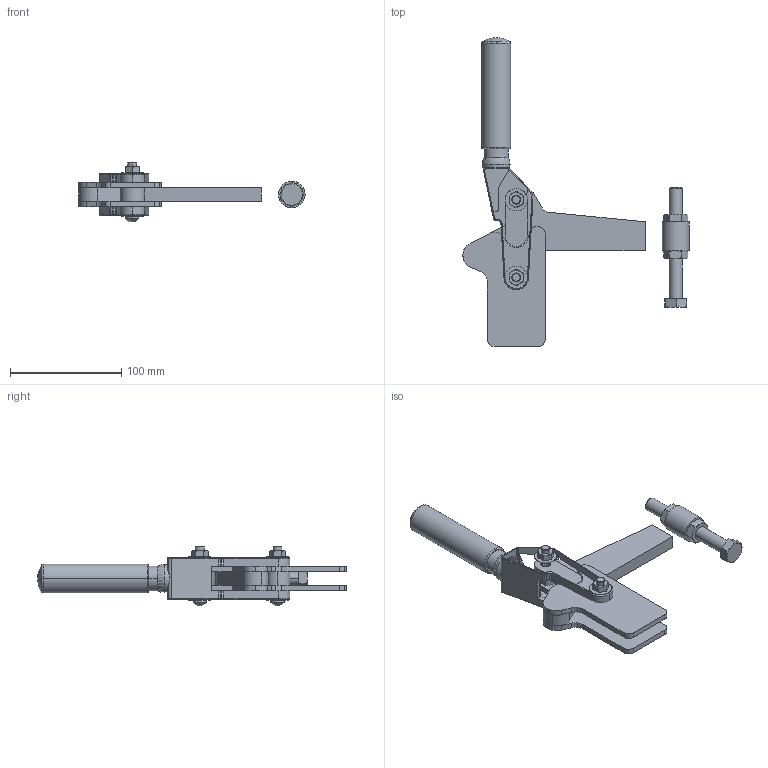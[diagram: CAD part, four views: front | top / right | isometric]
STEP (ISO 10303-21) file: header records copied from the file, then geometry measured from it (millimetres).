
FILE_DESCRIPTION((''),'2;1');
FILE_NAME('M20T.stp','2006-07-12T08:12:38',('Matthew'),(''),'Autodesk Inventor 8','Autodesk Inventor 8','');
FILE_SCHEMA(('AUTOMOTIVE_DESIGN { 1 0 10303 214 1 1 1 1 }'));
Length unit declared in the file: millimetre
Products named in the file (7): M20T; M20T1; M20T2; M20T3; M20T4; M20T5; M20T6
Assembly tree (6 placements, depth 2):
  M20T
    M20T1
    M20T2
    M20T3
    M20T4
    M20T5
    M20T6
Bounding box: 203.56 x 277.85 x 53.47 mm (x, y, z)
Volume: 282261 mm3; surface area: 87488.2 mm2
Topology: 6 solids, 6 shells, 342 faces, 858 edges, 542 vertices
Faces by surface type: cylinder 151, plane 102, cone 60, torus 20, sphere 7, bspline 2
Entity records: 10575 total; most frequent: CARTESIAN_POINT 2108, DIRECTION 1884, ORIENTED_EDGE 1706, EDGE_CURVE 853, AXIS2_PLACEMENT_3D 768, VERTEX_POINT 541, CIRCLE 415, EDGE_LOOP 378
